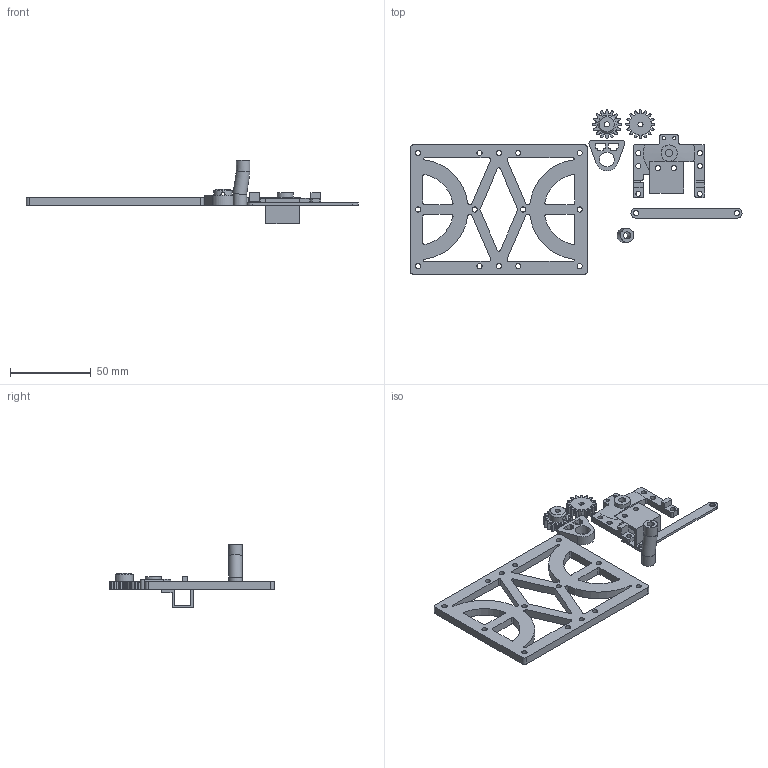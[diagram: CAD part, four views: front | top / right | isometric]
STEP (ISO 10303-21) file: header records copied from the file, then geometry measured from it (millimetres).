
FILE_DESCRIPTION(/* description */ ('STEP AP242','CAx-IF Rec.Pracs.---Representation and Presentation of Product Manufacturing Information (PMI)---4.0---2014-10-13','CAx-IF Rec.Pracs.---3D Tessellated Geometry---0.4---2014-09-14','2;1'),/* implementation_level */ '2;1');
FILE_NAME(/* name */ '68357ca6b0d4232e8b1c214d',/* time_stamp */ '2025-05-27T08:49:43Z',/* author */ (''),/* organization */ (''),/* preprocessor_version */ 'ST-DEVELOPER v20',/* originating_system */ 'ONSHAPE BY PTC INC, 1.198',/* authorisation */ ' ');
FILE_SCHEMA (('AP242_MANAGED_MODEL_BASED_3D_ENGINEERING_MIM_LF { 1 0 10303 442 1 1 4 }'));
Length unit declared in the file: metre
Products named in the file (8): x-beam; Spur 1M 16T; chassis_frame; side_frame; center_frame; motor_bracket; color_sensor_holder
Bounding box: 205.47 x 101.71 x 39.5 mm (x, y, z)
Volume: 36837.6 mm3; surface area: 28908.1 mm2
Topology: 8 solids, 8 shells, 445 faces, 1282 edges, 855 vertices
Faces by surface type: plane 217, cylinder 162, bspline 64, cone 2
Full cylindrical faces by diameter (mm): 2 x2, 3.1 x2, 3.2 x25, 3.3 x2, 4.4 x3, 4.5 x1, 8.4 x3, 9.2 x1, 10 x1, 11.25 x1
Entity records: 18719 total; most frequent: CARTESIAN_POINT 7013, ORIENTED_EDGE 2460, DIRECTION 2197, EDGE_CURVE 1230, VERTEX_POINT 846, LINE 755, VECTOR 755, AXIS2_PLACEMENT_3D 721
